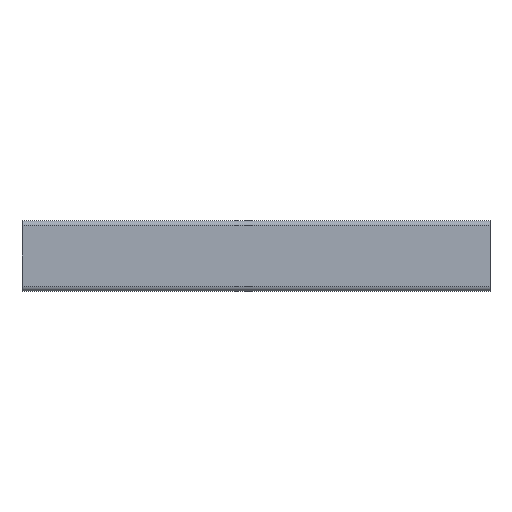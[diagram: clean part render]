
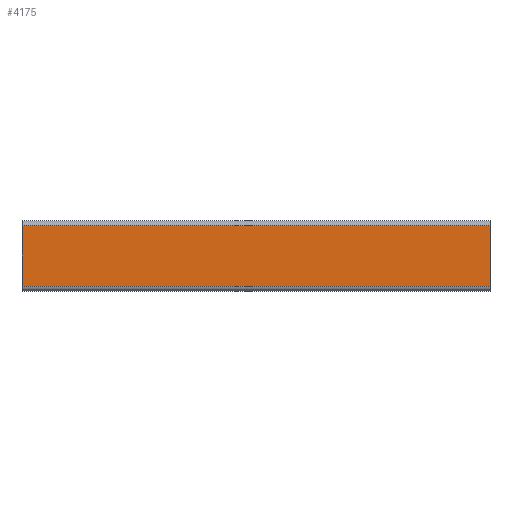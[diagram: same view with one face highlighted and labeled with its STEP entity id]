
A CAD part, left-side view. The second image highlights one B-rep face of the part: STEP entity #4175.
In plain terms, the highlighted planar face has unit normal (-1, 0, 0).
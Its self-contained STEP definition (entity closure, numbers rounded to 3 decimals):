
#1 = VECTOR ( 'NONE', #3427, 1000. ) ;
#39 = FACE_OUTER_BOUND ( 'NONE', #192, .T. ) ;
#192 = EDGE_LOOP ( 'NONE', ( #3116, #3698, #5039, #1696 ) ) ;
#365 = VERTEX_POINT ( 'NONE', #2020 ) ;
#421 = CARTESIAN_POINT ( 'NONE',  ( -15., 0., -13. ) ) ;
#491 = EDGE_CURVE ( 'NONE', #4103, #365, #5350, .T. ) ;
#652 = AXIS2_PLACEMENT_3D ( 'NONE', #421, #3373, #4165 ) ;
#777 = CARTESIAN_POINT ( 'NONE',  ( -15., 200., 0. ) ) ;
#914 = VECTOR ( 'NONE', #2144, 1000. ) ;
#1558 = CARTESIAN_POINT ( 'NONE',  ( -15., 0., -13. ) ) ;
#1696 = ORIENTED_EDGE ( 'NONE', *, *, #2691, .F. ) ;
#2020 = CARTESIAN_POINT ( 'NONE',  ( -15., 200., 13. ) ) ;
#2120 = CARTESIAN_POINT ( 'NONE',  ( -15., 0., -13. ) ) ;
#2144 = DIRECTION ( 'NONE',  ( 0., 0., 1. ) ) ;
#2454 = CARTESIAN_POINT ( 'NONE',  ( -15., 0., -13. ) ) ;
#2474 = DIRECTION ( 'NONE',  ( 0., 0., 1. ) ) ;
#2569 = VERTEX_POINT ( 'NONE', #1558 ) ;
#2691 = EDGE_CURVE ( 'NONE', #2569, #4497, #5432, .T. ) ;
#2827 = CARTESIAN_POINT ( 'NONE',  ( -15., 0., 13. ) ) ;
#3116 = ORIENTED_EDGE ( 'NONE', *, *, #5479, .T. ) ;
#3373 = DIRECTION ( 'NONE',  ( -1., 0., 0. ) ) ;
#3427 = DIRECTION ( 'NONE',  ( 0., 1., 0. ) ) ;
#3506 = CARTESIAN_POINT ( 'NONE',  ( -15., 0., 13. ) ) ;
#3668 = LINE ( 'NONE', #777, #3796 ) ;
#3698 = ORIENTED_EDGE ( 'NONE', *, *, #491, .T. ) ;
#3796 = VECTOR ( 'NONE', #2474, 1000. ) ;
#3912 = DIRECTION ( 'NONE',  ( 0., 1., 0. ) ) ;
#4103 = VERTEX_POINT ( 'NONE', #2827 ) ;
#4165 = DIRECTION ( 'NONE',  ( 0., 0., 1. ) ) ;
#4175 = ADVANCED_FACE ( 'NONE', ( #39 ), #4225, .T. ) ;
#4183 = EDGE_CURVE ( 'NONE', #4497, #365, #3668, .T. ) ;
#4225 = PLANE ( 'NONE',  #652 ) ;
#4409 = VECTOR ( 'NONE', #3912, 1000. ) ;
#4497 = VERTEX_POINT ( 'NONE', #5242 ) ;
#5039 = ORIENTED_EDGE ( 'NONE', *, *, #4183, .F. ) ;
#5187 = LINE ( 'NONE', #2454, #914 ) ;
#5242 = CARTESIAN_POINT ( 'NONE',  ( -15., 200., -13. ) ) ;
#5350 = LINE ( 'NONE', #3506, #4409 ) ;
#5432 = LINE ( 'NONE', #2120, #1 ) ;
#5479 = EDGE_CURVE ( 'NONE', #2569, #4103, #5187, .T. ) ;
